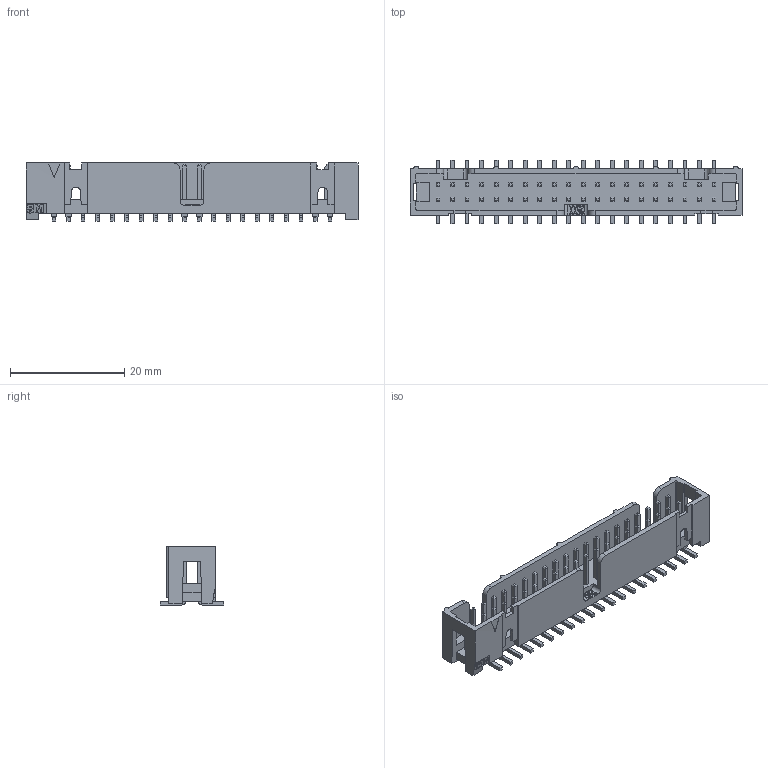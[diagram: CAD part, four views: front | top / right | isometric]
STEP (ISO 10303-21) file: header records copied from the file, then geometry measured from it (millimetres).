
FILE_DESCRIPTION((''),'2;1');
FILE_NAME('3M_N2540-6V0C-RB-WG.stp','2012-07-31T12:34:44',(''),(''),'Mechanical Desktop 2011','Mechanical Desktop 2011',', , ');
FILE_SCHEMA(('AUTOMOTIVE_DESIGN { 1 2 10303 214 1 1 1 1 }'));
Length unit declared in the file: millimetre
Products named in the file (1): Product
Bounding box: 58.12 x 11.18 x 10.16 mm (x, y, z)
Volume: 1897.2 mm3; surface area: 4071 mm2
Topology: 81 solids, 81 shells, 1057 faces, 2482 edges, 1597 vertices
Faces by surface type: plane 645, bspline 345, cylinder 67
Entity records: 30661 total; most frequent: CARTESIAN_POINT 7360, ORIENTED_EDGE 4964, DIRECTION 4088, EDGE_CURVE 2482, VECTOR 2234, LINE 2234, VERTEX_POINT 1597, EDGE_LOOP 1075
